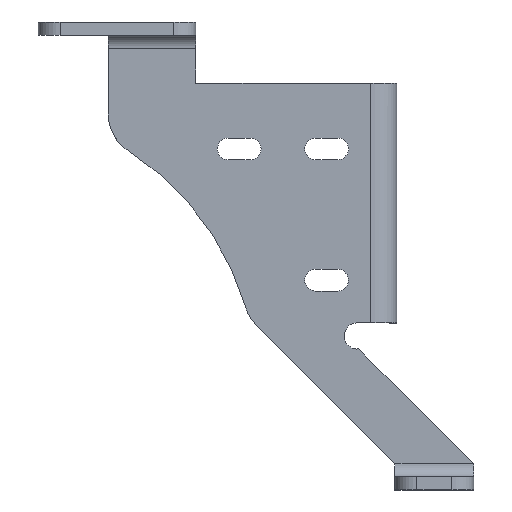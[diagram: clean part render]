
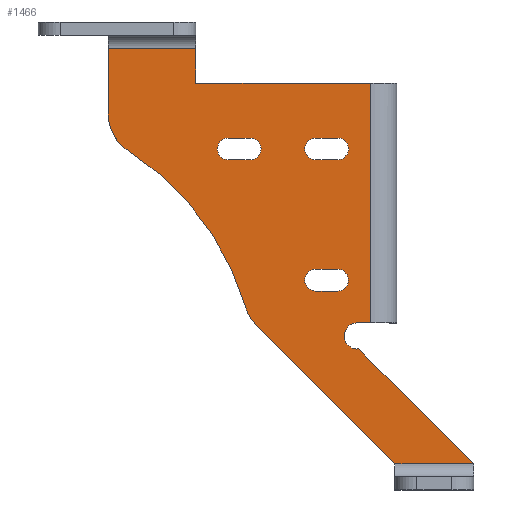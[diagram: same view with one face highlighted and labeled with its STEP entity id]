
A CAD part, top view. The second image highlights one B-rep face of the part: STEP entity #1466.
In plain terms, the highlighted planar face has unit normal (0, 0, 1).
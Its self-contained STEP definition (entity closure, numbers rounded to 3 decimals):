
#296=DIRECTION('',(-0.001,-1.,0.));
#297=VECTOR('',#296,54.758);
#298=CARTESIAN_POINT('',(0.056,24.258,3.));
#299=LINE('',#298,#297);
#393=DIRECTION('',(1.,0.,0.));
#394=VECTOR('',#393,3.);
#395=CARTESIAN_POINT('',(-3.,-30.5,3.));
#396=LINE('',#395,#394);
#397=CARTESIAN_POINT('',(-3.,-33.5,3.));
#398=DIRECTION('',(0.,0.,-1.));
#399=DIRECTION('',(0.116,-0.993,0.));
#400=AXIS2_PLACEMENT_3D('',#397,#398,#399);
#402=DIRECTION('',(-0.707,0.707,0.));
#403=VECTOR('',#402,37.141);
#404=CARTESIAN_POINT('',(23.61,-62.742,3.));
#405=LINE('',#404,#403);
#406=DIRECTION('',(0.707,-0.707,0.));
#407=VECTOR('',#406,45.);
#408=CARTESIAN_POINT('',(-26.21,-30.923,3.));
#409=LINE('',#408,#407);
#410=CARTESIAN_POINT('',(-18.993,-24.,3.));
#411=DIRECTION('',(0.,0.,1.));
#412=DIRECTION('',(-0.959,-0.284,0.));
#413=AXIS2_PLACEMENT_3D('',#410,#411,#412);
#415=CARTESIAN_POINT('',(-89.951,-45.,3.));
#416=DIRECTION('',(0.,0.,-1.));
#417=DIRECTION('',(0.541,0.841,0.));
#418=AXIS2_PLACEMENT_3D('',#415,#416,#417);
#420=CARTESIAN_POINT('',(-49.951,17.258,3.));
#421=DIRECTION('',(0.,0.,1.));
#422=DIRECTION('',(-1.,0.,0.));
#423=AXIS2_PLACEMENT_3D('',#420,#421,#422);
#425=DIRECTION('',(0.,-1.,0.));
#426=VECTOR('',#425,15.);
#427=CARTESIAN_POINT('',(-59.951,32.258,3.));
#428=LINE('',#427,#426);
#429=DIRECTION('',(0.,1.,0.));
#430=VECTOR('',#429,8.);
#431=CARTESIAN_POINT('',(-39.944,24.258,3.));
#432=LINE('',#431,#430);
#433=DIRECTION('',(-1.,0.,0.));
#434=VECTOR('',#433,40.);
#435=CARTESIAN_POINT('',(0.056,24.258,3.));
#436=LINE('',#435,#434);
#437=DIRECTION('',(1.,0.,0.));
#438=VECTOR('',#437,5.);
#439=CARTESIAN_POINT('',(-32.5,11.758,3.));
#440=LINE('',#439,#438);
#441=CARTESIAN_POINT('',(-32.5,9.258,3.));
#442=DIRECTION('',(0.,0.,1.));
#443=DIRECTION('',(0.,1.,0.));
#444=AXIS2_PLACEMENT_3D('',#441,#442,#443);
#446=DIRECTION('',(-1.,0.,0.));
#447=VECTOR('',#446,5.);
#448=CARTESIAN_POINT('',(-27.5,6.758,3.));
#449=LINE('',#448,#447);
#450=CARTESIAN_POINT('',(-27.5,9.258,3.));
#451=DIRECTION('',(0.,0.,1.));
#452=DIRECTION('',(0.,-1.,0.));
#453=AXIS2_PLACEMENT_3D('',#450,#451,#452);
#455=DIRECTION('',(1.,0.,0.));
#456=VECTOR('',#455,5.);
#457=CARTESIAN_POINT('',(-12.5,11.758,3.));
#458=LINE('',#457,#456);
#459=CARTESIAN_POINT('',(-12.5,9.258,3.));
#460=DIRECTION('',(0.,0.,1.));
#461=DIRECTION('',(0.,1.,0.));
#462=AXIS2_PLACEMENT_3D('',#459,#460,#461);
#464=DIRECTION('',(-1.,0.,0.));
#465=VECTOR('',#464,5.);
#466=CARTESIAN_POINT('',(-7.5,6.758,3.));
#467=LINE('',#466,#465);
#468=CARTESIAN_POINT('',(-7.5,9.258,3.));
#469=DIRECTION('',(0.,0.,1.));
#470=DIRECTION('',(0.,-1.,0.));
#471=AXIS2_PLACEMENT_3D('',#468,#469,#470);
#473=DIRECTION('',(1.,0.,0.));
#474=VECTOR('',#473,5.);
#475=CARTESIAN_POINT('',(-12.5,-18.242,3.));
#476=LINE('',#475,#474);
#477=CARTESIAN_POINT('',(-12.5,-20.742,3.));
#478=DIRECTION('',(0.,0.,1.));
#479=DIRECTION('',(0.,1.,0.));
#480=AXIS2_PLACEMENT_3D('',#477,#478,#479);
#482=DIRECTION('',(-1.,0.,0.));
#483=VECTOR('',#482,5.);
#484=CARTESIAN_POINT('',(-7.5,-23.242,3.));
#485=LINE('',#484,#483);
#486=CARTESIAN_POINT('',(-7.5,-20.742,3.));
#487=DIRECTION('',(0.,0.,1.));
#488=DIRECTION('',(0.,-1.,0.));
#489=AXIS2_PLACEMENT_3D('',#486,#487,#488);
#500=DIRECTION('',(1.,0.,0.));
#501=VECTOR('',#500,18.);
#502=CARTESIAN_POINT('',(5.61,-62.742,3.));
#503=LINE('',#502,#501);
#552=DIRECTION('',(-1.,0.,0.));
#553=VECTOR('',#552,20.007);
#554=CARTESIAN_POINT('',(-39.944,32.258,3.));
#555=LINE('',#554,#553);
#676=CARTESIAN_POINT('',(-3.,-30.5,3.));
#677=CARTESIAN_POINT('',(0.,-30.5,3.));
#678=VERTEX_POINT('',#676);
#679=VERTEX_POINT('',#677);
#680=CARTESIAN_POINT('',(0.056,24.258,3.));
#681=CARTESIAN_POINT('',(-39.944,24.258,3.));
#682=VERTEX_POINT('',#680);
#683=VERTEX_POINT('',#681);
#684=CARTESIAN_POINT('',(-59.951,32.258,3.));
#685=CARTESIAN_POINT('',(-59.951,17.258,3.));
#686=VERTEX_POINT('',#684);
#687=VERTEX_POINT('',#685);
#688=CARTESIAN_POINT('',(-55.356,8.844,3.));
#689=VERTEX_POINT('',#688);
#690=CARTESIAN_POINT('',(-28.582,-26.838,3.));
#691=VERTEX_POINT('',#690);
#692=CARTESIAN_POINT('',(-26.21,-30.923,3.));
#693=VERTEX_POINT('',#692);
#694=CARTESIAN_POINT('',(5.61,-62.742,3.));
#695=VERTEX_POINT('',#694);
#696=CARTESIAN_POINT('',(23.61,-62.742,3.));
#697=CARTESIAN_POINT('',(-2.653,-36.48,3.));
#698=VERTEX_POINT('',#696);
#699=VERTEX_POINT('',#697);
#702=CARTESIAN_POINT('',(-39.944,32.258,3.));
#703=VERTEX_POINT('',#702);
#792=CARTESIAN_POINT('',(-32.5,11.758,3.));
#793=CARTESIAN_POINT('',(-27.5,11.758,3.));
#794=VERTEX_POINT('',#792);
#795=VERTEX_POINT('',#793);
#796=CARTESIAN_POINT('',(-27.5,6.758,3.));
#797=VERTEX_POINT('',#796);
#798=CARTESIAN_POINT('',(-32.5,6.758,3.));
#799=VERTEX_POINT('',#798);
#808=CARTESIAN_POINT('',(-12.5,11.758,3.));
#809=CARTESIAN_POINT('',(-7.5,11.758,3.));
#810=VERTEX_POINT('',#808);
#811=VERTEX_POINT('',#809);
#812=CARTESIAN_POINT('',(-7.5,6.758,3.));
#813=VERTEX_POINT('',#812);
#814=CARTESIAN_POINT('',(-12.5,6.758,3.));
#815=VERTEX_POINT('',#814);
#824=CARTESIAN_POINT('',(-12.5,-18.242,3.));
#825=CARTESIAN_POINT('',(-7.5,-18.242,3.));
#826=VERTEX_POINT('',#824);
#827=VERTEX_POINT('',#825);
#828=CARTESIAN_POINT('',(-7.5,-23.242,3.));
#829=VERTEX_POINT('',#828);
#830=CARTESIAN_POINT('',(-12.5,-23.242,3.));
#831=VERTEX_POINT('',#830);
#1414=CARTESIAN_POINT('',(0.,0.,3.));
#1415=DIRECTION('',(0.,0.,1.));
#1416=DIRECTION('',(1.,0.,0.));
#1417=AXIS2_PLACEMENT_3D('',#1414,#1415,#1416);
#1418=PLANE('',#1417);
#1419=ORIENTED_EDGE('',*,*,#904,.F.);
#1420=ORIENTED_EDGE('',*,*,#919,.F.);
#1421=ORIENTED_EDGE('',*,*,#933,.F.);
#1423=ORIENTED_EDGE('',*,*,#1422,.F.);
#1424=ORIENTED_EDGE('',*,*,#1038,.F.);
#1425=ORIENTED_EDGE('',*,*,#1052,.F.);
#1426=ORIENTED_EDGE('',*,*,#1066,.F.);
#1427=ORIENTED_EDGE('',*,*,#1080,.F.);
#1428=ORIENTED_EDGE('',*,*,#1094,.F.);
#1430=ORIENTED_EDGE('',*,*,#1429,.F.);
#1431=ORIENTED_EDGE('',*,*,#1231,.F.);
#1432=ORIENTED_EDGE('',*,*,#1245,.F.);
#1433=ORIENTED_EDGE('',*,*,#1275,.T.);
#1434=EDGE_LOOP('',(#1419,#1420,#1421,#1423,#1424,#1425,#1426,#1427,#1428,#1430,
#1431,#1432,#1433));
#1435=FACE_OUTER_BOUND('',#1434,.F.);
#1437=ORIENTED_EDGE('',*,*,#1436,.F.);
#1439=ORIENTED_EDGE('',*,*,#1438,.T.);
#1441=ORIENTED_EDGE('',*,*,#1440,.F.);
#1443=ORIENTED_EDGE('',*,*,#1442,.T.);
#1444=EDGE_LOOP('',(#1437,#1439,#1441,#1443));
#1445=FACE_BOUND('',#1444,.F.);
#1447=ORIENTED_EDGE('',*,*,#1446,.F.);
#1449=ORIENTED_EDGE('',*,*,#1448,.T.);
#1451=ORIENTED_EDGE('',*,*,#1450,.F.);
#1453=ORIENTED_EDGE('',*,*,#1452,.T.);
#1454=EDGE_LOOP('',(#1447,#1449,#1451,#1453));
#1455=FACE_BOUND('',#1454,.F.);
#1457=ORIENTED_EDGE('',*,*,#1456,.F.);
#1459=ORIENTED_EDGE('',*,*,#1458,.T.);
#1461=ORIENTED_EDGE('',*,*,#1460,.F.);
#1463=ORIENTED_EDGE('',*,*,#1462,.T.);
#1464=EDGE_LOOP('',(#1457,#1459,#1461,#1463));
#1465=FACE_BOUND('',#1464,.F.);
#401=CIRCLE('',#400,3.);
#414=CIRCLE('',#413,10.);
#419=CIRCLE('',#418,64.);
#424=CIRCLE('',#423,10.);
#445=CIRCLE('',#444,2.5);
#454=CIRCLE('',#453,2.5);
#463=CIRCLE('',#462,2.5);
#472=CIRCLE('',#471,2.5);
#481=CIRCLE('',#480,2.5);
#490=CIRCLE('',#489,2.5);
#904=EDGE_CURVE('',#678,#679,#396,.T.);
#919=EDGE_CURVE('',#699,#678,#401,.T.);
#933=EDGE_CURVE('',#698,#699,#405,.T.);
#1038=EDGE_CURVE('',#693,#695,#409,.T.);
#1052=EDGE_CURVE('',#691,#693,#414,.T.);
#1066=EDGE_CURVE('',#689,#691,#419,.T.);
#1080=EDGE_CURVE('',#687,#689,#424,.T.);
#1094=EDGE_CURVE('',#686,#687,#428,.T.);
#1231=EDGE_CURVE('',#683,#703,#432,.T.);
#1245=EDGE_CURVE('',#682,#683,#436,.T.);
#1275=EDGE_CURVE('',#682,#679,#299,.T.);
#1422=EDGE_CURVE('',#695,#698,#503,.T.);
#1429=EDGE_CURVE('',#703,#686,#555,.T.);
#1436=EDGE_CURVE('',#794,#795,#440,.T.);
#1438=EDGE_CURVE('',#794,#799,#445,.T.);
#1440=EDGE_CURVE('',#797,#799,#449,.T.);
#1442=EDGE_CURVE('',#797,#795,#454,.T.);
#1446=EDGE_CURVE('',#810,#811,#458,.T.);
#1448=EDGE_CURVE('',#810,#815,#463,.T.);
#1450=EDGE_CURVE('',#813,#815,#467,.T.);
#1452=EDGE_CURVE('',#813,#811,#472,.T.);
#1456=EDGE_CURVE('',#826,#827,#476,.T.);
#1458=EDGE_CURVE('',#826,#831,#481,.T.);
#1460=EDGE_CURVE('',#829,#831,#485,.T.);
#1462=EDGE_CURVE('',#829,#827,#490,.T.);
#1466=ADVANCED_FACE('',(#1435,#1445,#1455,#1465),#1418,.T.);
